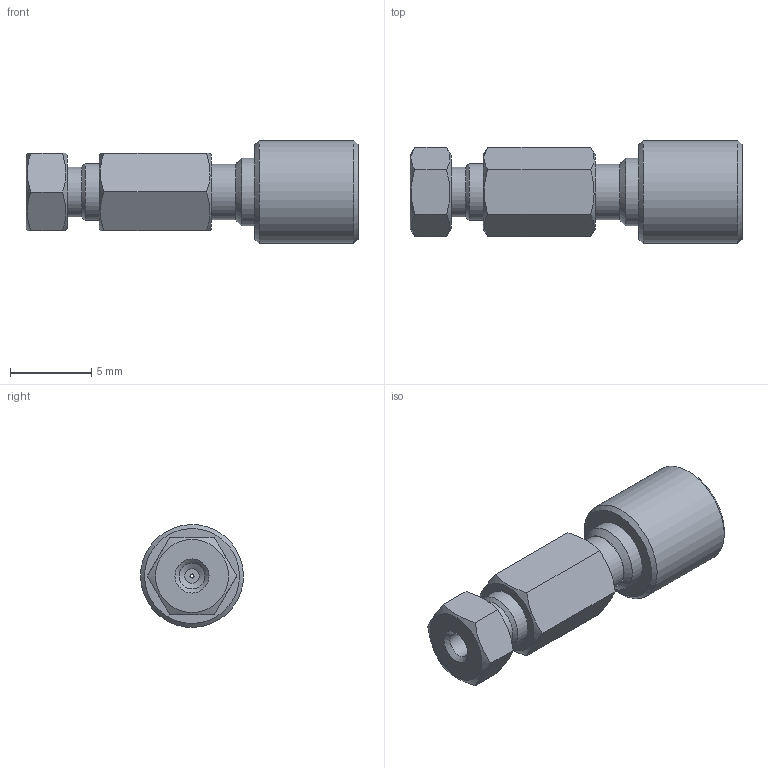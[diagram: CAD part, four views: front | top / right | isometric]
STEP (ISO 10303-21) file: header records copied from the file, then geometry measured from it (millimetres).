
FILE_DESCRIPTION((''),'2;1');
FILE_NAME('305163-EZU.5 External-internal union.stp','2013-08-26T10:07:51',('Franzp'),(''),'Autodesk Inventor 2013','Autodesk Inventor 2013','');
FILE_SCHEMA(('AUTOMOTIVE_DESIGN { 1 0 10303 214 1 1 1 1 }'));
Length unit declared in the file: millimetre
Products named in the file (1): 305163_Shrinkwrap_1
Bounding box: 20.46 x 6.35 x 6.35 mm (x, y, z)
Surface area: 516.3 mm2 (no closed solid volume)
Topology: 0 solids, 6 shells, 38 faces, 85 edges, 55 vertices
Faces by surface type: plane 20, cone 11, cylinder 7
Full cylindrical faces by diameter (mm): 0.84 x1, 1.575 x1, 3.073 x1, 3.4 x1, 3.505 x1, 4.166 x1, 6.35 x1
Entity records: 1028 total; most frequent: CARTESIAN_POINT 207, DIRECTION 150, ORIENTED_EDGE 120, AXIS2_PLACEMENT_3D 69, EDGE_CURVE 66, EDGE_LOOP 64, VERTEX_POINT 54, FACE_OUTER_BOUND 38
